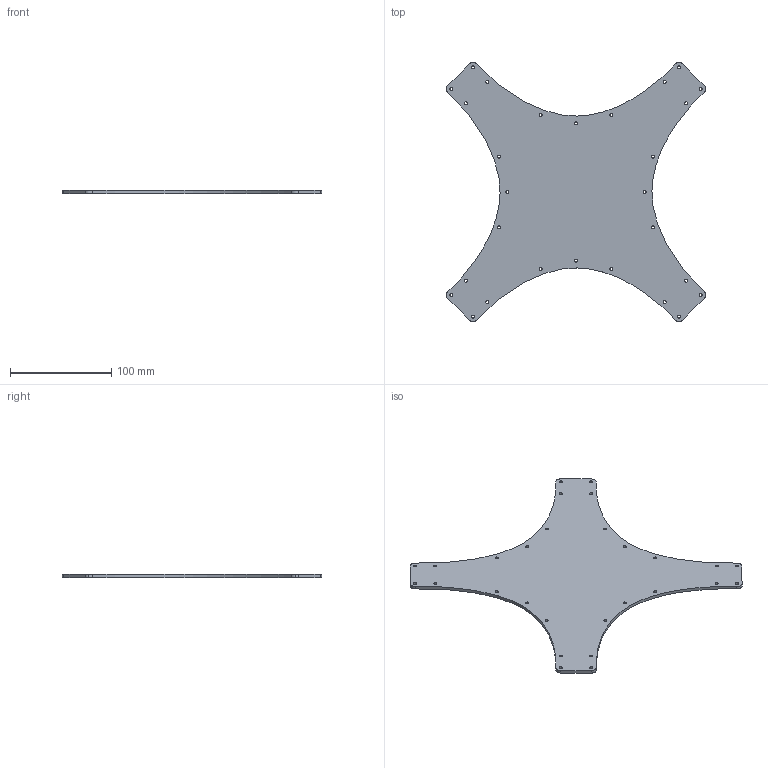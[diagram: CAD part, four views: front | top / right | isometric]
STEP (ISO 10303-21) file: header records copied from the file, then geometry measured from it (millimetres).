
FILE_DESCRIPTION (( 'STEP AP214' ), '1' );
FILE_NAME ('quadcopter_drone_plate_top.stp', '2026-02-24T04:09:55', ( '' ), ( '' ), 'SwSTEP 2.0', 'SolidWorks 2025', '' );
FILE_SCHEMA (( 'AUTOMOTIVE_DESIGN' ));
Length unit declared in the file: inch
Products named in the file (3): quadcopter_drone_plate_top.stp; quadcopter_drone_plate_top; Drone Baseplate.stp
Assembly tree (2 placements, depth 3):
  quadcopter_drone_plate_top
    quadcopter_drone_plate_top.stp
      Drone Baseplate.stp
Bounding box: 256.07 x 256.04 x 3 mm (x, y, z)
Volume: 108308.2 mm3; surface area: 76286 mm2
Topology: 1 solids, 1 shells, 76 faces, 222 edges, 148 vertices
Faces by surface type: cylinder 66, plane 6, bspline 4
Entity records: 2839 total; most frequent: CARTESIAN_POINT 520, DIRECTION 502, ORIENTED_EDGE 444, EDGE_CURVE 222, AXIS2_PLACEMENT_3D 210, VERTEX_POINT 148, EDGE_LOOP 132, CIRCLE 132
